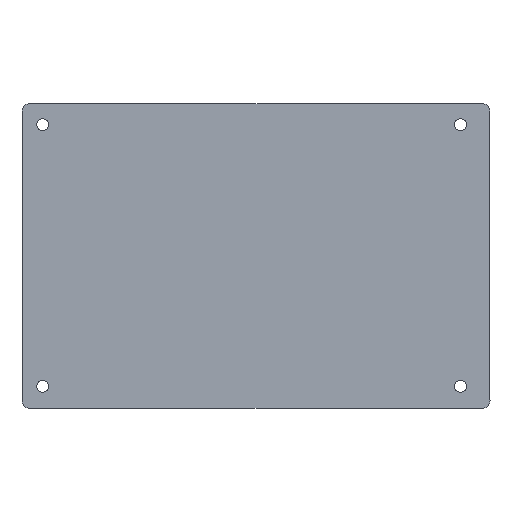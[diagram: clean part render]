
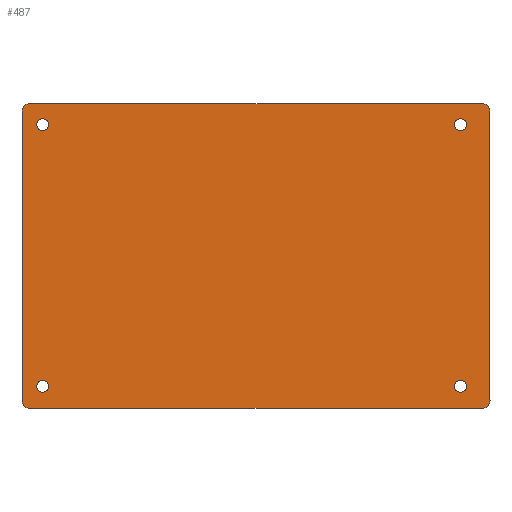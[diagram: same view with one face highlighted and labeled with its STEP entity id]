
A CAD part, top view. The second image highlights one B-rep face of the part: STEP entity #487.
In plain terms, the highlighted planar face has unit normal (0, 0, 1).
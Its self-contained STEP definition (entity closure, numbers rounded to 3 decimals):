
#15=CARTESIAN_POINT('',(82.585,52.773,-4.));
#16=DIRECTION('',(0.,0.,1.));
#17=DIRECTION('',(-1.,0.,0.));
#18=AXIS2_PLACEMENT_3D('',#15,#16,#17);
#24=CARTESIAN_POINT('',(82.585,52.773,-4.));
#25=DIRECTION('',(0.,0.,1.));
#26=DIRECTION('',(1.,0.,0.));
#27=AXIS2_PLACEMENT_3D('',#24,#25,#26);
#32=CARTESIAN_POINT('',(2.288,52.773,-4.));
#33=DIRECTION('',(0.,0.,1.));
#34=DIRECTION('',(-1.,0.,0.));
#35=AXIS2_PLACEMENT_3D('',#32,#33,#34);
#40=CARTESIAN_POINT('',(2.288,52.773,-4.));
#41=DIRECTION('',(0.,0.,1.));
#42=DIRECTION('',(1.,0.,0.));
#43=AXIS2_PLACEMENT_3D('',#40,#41,#42);
#48=CARTESIAN_POINT('',(82.585,2.507,-4.));
#49=DIRECTION('',(0.,0.,1.));
#50=DIRECTION('',(-1.,0.,0.));
#51=AXIS2_PLACEMENT_3D('',#48,#49,#50);
#56=CARTESIAN_POINT('',(82.585,2.507,-4.));
#57=DIRECTION('',(0.,0.,1.));
#58=DIRECTION('',(1.,0.,0.));
#59=AXIS2_PLACEMENT_3D('',#56,#57,#58);
#64=CARTESIAN_POINT('',(2.288,2.507,-4.));
#65=DIRECTION('',(0.,0.,1.));
#66=DIRECTION('',(-1.,0.,0.));
#67=AXIS2_PLACEMENT_3D('',#64,#65,#66);
#72=CARTESIAN_POINT('',(2.288,2.507,-4.));
#73=DIRECTION('',(0.,0.,1.));
#74=DIRECTION('',(1.,0.,0.));
#75=AXIS2_PLACEMENT_3D('',#72,#73,#74);
#80=CARTESIAN_POINT('',(-0.187,55.356,-4.));
#81=DIRECTION('',(0.,0.,-1.));
#82=DIRECTION('',(-1.,0.,0.));
#83=AXIS2_PLACEMENT_3D('',#80,#81,#82);
#88=DIRECTION('',(1.,0.,0.));
#89=VECTOR('',#88,86.938);
#90=CARTESIAN_POINT('',(-0.187,56.856,-4.));
#91=LINE('',#90,#89);
#95=CARTESIAN_POINT('',(86.751,55.356,-4.));
#96=DIRECTION('',(0.,0.,-1.));
#97=DIRECTION('',(0.,1.,0.));
#98=AXIS2_PLACEMENT_3D('',#95,#96,#97);
#103=DIRECTION('',(0.,-1.,0.));
#104=VECTOR('',#103,55.596);
#105=CARTESIAN_POINT('',(88.251,55.356,-4.));
#106=LINE('',#105,#104);
#110=CARTESIAN_POINT('',(86.751,-0.24,-4.));
#111=DIRECTION('',(0.,0.,-1.));
#112=DIRECTION('',(1.,0.,0.));
#113=AXIS2_PLACEMENT_3D('',#110,#111,#112);
#118=DIRECTION('',(-1.,0.,0.));
#119=VECTOR('',#118,86.938);
#120=CARTESIAN_POINT('',(86.751,-1.74,-4.));
#121=LINE('',#120,#119);
#125=CARTESIAN_POINT('',(-0.187,-0.24,-4.));
#126=DIRECTION('',(0.,0.,-1.));
#127=DIRECTION('',(0.,-1.,0.));
#128=AXIS2_PLACEMENT_3D('',#125,#126,#127);
#133=DIRECTION('',(0.,1.,0.));
#134=VECTOR('',#133,55.596);
#135=CARTESIAN_POINT('',(-1.687,-0.24,-4.));
#136=LINE('',#135,#134);
#376=CARTESIAN_POINT('',(81.435,52.773,-4.));
#377=CARTESIAN_POINT('',(83.735,52.773,-4.));
#378=VERTEX_POINT('',#376);
#379=VERTEX_POINT('',#377);
#380=CARTESIAN_POINT('',(1.138,52.773,-4.));
#381=CARTESIAN_POINT('',(3.438,52.773,-4.));
#382=VERTEX_POINT('',#380);
#383=VERTEX_POINT('',#381);
#384=CARTESIAN_POINT('',(81.435,2.507,-4.));
#385=CARTESIAN_POINT('',(83.735,2.507,-4.));
#386=VERTEX_POINT('',#384);
#387=VERTEX_POINT('',#385);
#388=CARTESIAN_POINT('',(1.138,2.507,-4.));
#389=CARTESIAN_POINT('',(3.438,2.507,-4.));
#390=VERTEX_POINT('',#388);
#391=VERTEX_POINT('',#389);
#408=CARTESIAN_POINT('',(-1.687,55.356,-4.));
#409=CARTESIAN_POINT('',(-0.187,56.856,-4.));
#410=VERTEX_POINT('',#408);
#411=VERTEX_POINT('',#409);
#412=CARTESIAN_POINT('',(86.751,56.856,-4.));
#413=VERTEX_POINT('',#412);
#414=CARTESIAN_POINT('',(88.251,55.356,-4.));
#415=VERTEX_POINT('',#414);
#416=CARTESIAN_POINT('',(88.251,-0.24,-4.));
#417=VERTEX_POINT('',#416);
#418=CARTESIAN_POINT('',(86.751,-1.74,-4.));
#419=VERTEX_POINT('',#418);
#420=CARTESIAN_POINT('',(-0.187,-1.74,-4.));
#421=VERTEX_POINT('',#420);
#422=CARTESIAN_POINT('',(-1.687,-0.24,-4.));
#423=VERTEX_POINT('',#422);
#440=CARTESIAN_POINT('',(0.,0.,-4.));
#441=DIRECTION('',(0.,0.,-1.));
#442=DIRECTION('',(-1.,0.,0.));
#443=AXIS2_PLACEMENT_3D('',#440,#441,#442);
#444=PLANE('',#443);
#446=ORIENTED_EDGE('',*,*,#445,.T.);
#448=ORIENTED_EDGE('',*,*,#447,.T.);
#450=ORIENTED_EDGE('',*,*,#449,.T.);
#452=ORIENTED_EDGE('',*,*,#451,.T.);
#454=ORIENTED_EDGE('',*,*,#453,.T.);
#456=ORIENTED_EDGE('',*,*,#455,.T.);
#458=ORIENTED_EDGE('',*,*,#457,.T.);
#460=ORIENTED_EDGE('',*,*,#459,.T.);
#461=EDGE_LOOP('',(#446,#448,#450,#452,#454,#456,#458,#460));
#462=FACE_OUTER_BOUND('',#461,.F.);
#464=ORIENTED_EDGE('',*,*,#463,.T.);
#466=ORIENTED_EDGE('',*,*,#465,.T.);
#467=EDGE_LOOP('',(#464,#466));
#468=FACE_BOUND('',#467,.F.);
#470=ORIENTED_EDGE('',*,*,#469,.T.);
#472=ORIENTED_EDGE('',*,*,#471,.T.);
#473=EDGE_LOOP('',(#470,#472));
#474=FACE_BOUND('',#473,.F.);
#476=ORIENTED_EDGE('',*,*,#475,.T.);
#478=ORIENTED_EDGE('',*,*,#477,.T.);
#479=EDGE_LOOP('',(#476,#478));
#480=FACE_BOUND('',#479,.F.);
#482=ORIENTED_EDGE('',*,*,#481,.T.);
#484=ORIENTED_EDGE('',*,*,#483,.T.);
#485=EDGE_LOOP('',(#482,#484));
#486=FACE_BOUND('',#485,.F.);
#19=CIRCLE('',#18,1.15);
#28=CIRCLE('',#27,1.15);
#36=CIRCLE('',#35,1.15);
#44=CIRCLE('',#43,1.15);
#52=CIRCLE('',#51,1.15);
#60=CIRCLE('',#59,1.15);
#68=CIRCLE('',#67,1.15);
#76=CIRCLE('',#75,1.15);
#84=CIRCLE('',#83,1.5);
#99=CIRCLE('',#98,1.5);
#114=CIRCLE('',#113,1.5);
#129=CIRCLE('',#128,1.5);
#445=EDGE_CURVE('',#410,#411,#84,.T.);
#447=EDGE_CURVE('',#411,#413,#91,.T.);
#449=EDGE_CURVE('',#413,#415,#99,.T.);
#451=EDGE_CURVE('',#415,#417,#106,.T.);
#453=EDGE_CURVE('',#417,#419,#114,.T.);
#455=EDGE_CURVE('',#419,#421,#121,.T.);
#457=EDGE_CURVE('',#421,#423,#129,.T.);
#459=EDGE_CURVE('',#423,#410,#136,.T.);
#463=EDGE_CURVE('',#382,#383,#36,.T.);
#465=EDGE_CURVE('',#383,#382,#44,.T.);
#469=EDGE_CURVE('',#386,#387,#52,.T.);
#471=EDGE_CURVE('',#387,#386,#60,.T.);
#475=EDGE_CURVE('',#390,#391,#68,.T.);
#477=EDGE_CURVE('',#391,#390,#76,.T.);
#481=EDGE_CURVE('',#378,#379,#19,.T.);
#483=EDGE_CURVE('',#379,#378,#28,.T.);
#487=ADVANCED_FACE('',(#462,#468,#474,#480,#486),#444,.F.);
